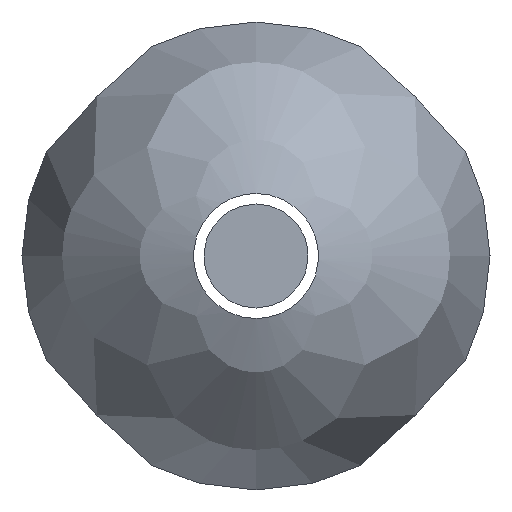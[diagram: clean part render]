
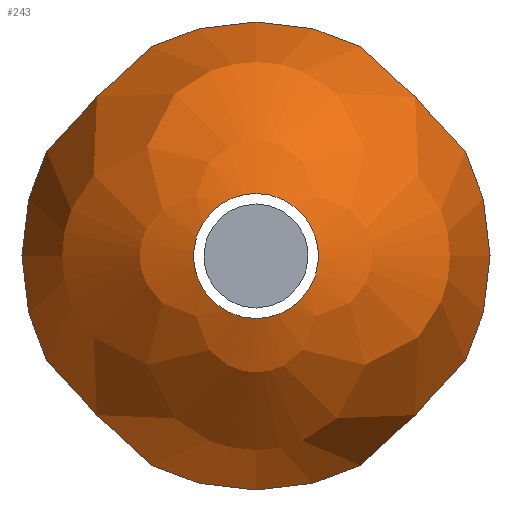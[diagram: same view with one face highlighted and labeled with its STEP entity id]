
A CAD part, left-side view. The second image highlights one B-rep face of the part: STEP entity #243.
In plain terms, the highlighted free-form (B-spline) face has degree [2, 2] with [6, 6] control points.
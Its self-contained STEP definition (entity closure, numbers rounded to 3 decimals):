
#23=CARTESIAN_POINT('',(-196.731,0.599,0.037));
#24=VERTEX_POINT('',#23);
#25=CARTESIAN_POINT('',(-196.731,0.0,-0.6));
#26=VERTEX_POINT('',#25);
#27=CARTESIAN_POINT('',(-196.731,0.599,0.037));
#28=CARTESIAN_POINT('',(-196.731,0.6,0.018));
#29=CARTESIAN_POINT('',(-196.731,0.6,0.));
#30=CARTESIAN_POINT('',(-196.731,0.6,-0.6));
#31=CARTESIAN_POINT('',(-196.731,0.0,-0.6));
#39=(BOUNDED_CURVE()B_SPLINE_CURVE(2,(#27,#28,#29,#30,#31),.UNSPECIFIED.,.F.,.U.)B_SPLINE_CURVE_WITH_KNOTS((3,2,3),(0.239,0.25,0.5),.UNSPECIFIED.)CURVE()GEOMETRIC_REPRESENTATION_ITEM()RATIONAL_B_SPLINE_CURVE((0.976,0.988,1.0,0.707,1.0))REPRESENTATION_ITEM(''));
#40=EDGE_CURVE('',#24,#26,#39,.T.);
#42=CARTESIAN_POINT('',(-201.069,0.599,0.037));
#43=VERTEX_POINT('',#42);
#49=CARTESIAN_POINT('',(-201.069,0.0,-0.6));
#50=VERTEX_POINT('',#49);
#51=CARTESIAN_POINT('',(-201.069,0.599,0.037));
#52=CARTESIAN_POINT('',(-201.069,0.6,0.018));
#53=CARTESIAN_POINT('',(-201.069,0.6,0.));
#54=CARTESIAN_POINT('',(-201.069,0.6,-0.6));
#55=CARTESIAN_POINT('',(-201.069,0.0,-0.6));
#63=(BOUNDED_CURVE()B_SPLINE_CURVE(2,(#51,#52,#53,#54,#55),.UNSPECIFIED.,.F.,.U.)B_SPLINE_CURVE_WITH_KNOTS((3,2,3),(0.239,0.25,0.5),.UNSPECIFIED.)CURVE()GEOMETRIC_REPRESENTATION_ITEM()RATIONAL_B_SPLINE_CURVE((0.976,0.988,1.0,0.707,1.0))REPRESENTATION_ITEM(''));
#64=EDGE_CURVE('',#43,#50,#63,.T.);
#66=CARTESIAN_POINT('',(-201.069,-0.599,-0.037));
#67=VERTEX_POINT('',#66);
#68=CARTESIAN_POINT('',(-201.069,0.0,-0.6));
#69=CARTESIAN_POINT('',(-201.069,-0.564,-0.6));
#70=CARTESIAN_POINT('',(-201.069,-0.599,-0.037));
#78=(BOUNDED_CURVE()B_SPLINE_CURVE(2,(#68,#69,#70),.UNSPECIFIED.,.F.,.U.)B_SPLINE_CURVE_WITH_KNOTS((3,3),(0.5,0.739),.UNSPECIFIED.)CURVE()GEOMETRIC_REPRESENTATION_ITEM()RATIONAL_B_SPLINE_CURVE((1.0,0.72,0.976))REPRESENTATION_ITEM(''));
#79=EDGE_CURVE('',#50,#67,#78,.T.);
#81=CARTESIAN_POINT('',(-196.731,-0.599,-0.037));
#82=VERTEX_POINT('',#81);
#88=CARTESIAN_POINT('',(-196.731,0.0,-0.6));
#89=CARTESIAN_POINT('',(-196.731,-0.564,-0.6));
#90=CARTESIAN_POINT('',(-196.731,-0.599,-0.037));
#98=(BOUNDED_CURVE()B_SPLINE_CURVE(2,(#88,#89,#90),.UNSPECIFIED.,.F.,.U.)B_SPLINE_CURVE_WITH_KNOTS((3,3),(0.5,0.739),.UNSPECIFIED.)CURVE()GEOMETRIC_REPRESENTATION_ITEM()RATIONAL_B_SPLINE_CURVE((1.0,0.72,0.976))REPRESENTATION_ITEM(''));
#99=EDGE_CURVE('',#26,#82,#98,.T.);
#122=CARTESIAN_POINT('',(-196.731,0.0,0.6));
#123=VERTEX_POINT('',#122);
#124=CARTESIAN_POINT('',(-196.731,0.0,0.6));
#125=CARTESIAN_POINT('',(-196.731,0.564,0.6));
#126=CARTESIAN_POINT('',(-196.731,0.599,0.037));
#134=(BOUNDED_CURVE()B_SPLINE_CURVE(2,(#124,#125,#126),.UNSPECIFIED.,.F.,.U.)B_SPLINE_CURVE_WITH_KNOTS((3,3),(0.0,0.239),.UNSPECIFIED.)CURVE()GEOMETRIC_REPRESENTATION_ITEM()RATIONAL_B_SPLINE_CURVE((1.0,0.72,0.976))REPRESENTATION_ITEM(''));
#135=EDGE_CURVE('',#123,#24,#134,.T.);
#137=CARTESIAN_POINT('',(-196.731,-0.599,-0.037));
#138=CARTESIAN_POINT('',(-196.731,-0.6,-0.018));
#139=CARTESIAN_POINT('',(-196.731,-0.6,0.));
#140=CARTESIAN_POINT('',(-196.731,-0.6,0.6));
#141=CARTESIAN_POINT('',(-196.731,0.0,0.6));
#149=(BOUNDED_CURVE()B_SPLINE_CURVE(2,(#137,#138,#139,#140,#141),.UNSPECIFIED.,.F.,.U.)B_SPLINE_CURVE_WITH_KNOTS((3,2,3),(0.739,0.75,1.0),.UNSPECIFIED.)CURVE()GEOMETRIC_REPRESENTATION_ITEM()RATIONAL_B_SPLINE_CURVE((0.976,0.988,1.0,0.707,1.0))REPRESENTATION_ITEM(''));
#150=EDGE_CURVE('',#82,#123,#149,.T.);
#153=CARTESIAN_POINT('',(-201.069,0.0,0.6));
#154=VERTEX_POINT('',#153);
#155=CARTESIAN_POINT('',(-201.069,-0.599,-0.037));
#156=CARTESIAN_POINT('',(-201.069,-0.6,-0.018));
#157=CARTESIAN_POINT('',(-201.069,-0.6,0.));
#158=CARTESIAN_POINT('',(-201.069,-0.6,0.6));
#159=CARTESIAN_POINT('',(-201.069,0.0,0.6));
#167=(BOUNDED_CURVE()B_SPLINE_CURVE(2,(#155,#156,#157,#158,#159),.UNSPECIFIED.,.F.,.U.)B_SPLINE_CURVE_WITH_KNOTS((3,2,3),(0.739,0.75,1.0),.UNSPECIFIED.)CURVE()GEOMETRIC_REPRESENTATION_ITEM()RATIONAL_B_SPLINE_CURVE((0.976,0.988,1.0,0.707,1.0))REPRESENTATION_ITEM(''));
#168=EDGE_CURVE('',#67,#154,#167,.T.);
#170=CARTESIAN_POINT('',(-201.069,0.0,0.6));
#171=CARTESIAN_POINT('',(-201.069,0.564,0.6));
#172=CARTESIAN_POINT('',(-201.069,0.599,0.037));
#180=(BOUNDED_CURVE()B_SPLINE_CURVE(2,(#170,#171,#172),.UNSPECIFIED.,.F.,.U.)B_SPLINE_CURVE_WITH_KNOTS((3,3),(0.0,0.239),.UNSPECIFIED.)CURVE()GEOMETRIC_REPRESENTATION_ITEM()RATIONAL_B_SPLINE_CURVE((1.0,0.72,0.976))REPRESENTATION_ITEM(''));
#181=EDGE_CURVE('',#154,#43,#180,.T.);
#187=CARTESIAN_POINT('',(-201.111,-0.295,-0.295));
#188=CARTESIAN_POINT('',(-201.098,-0.295,-0.393));
#189=CARTESIAN_POINT('',(-201.072,-0.146,-0.586));
#190=CARTESIAN_POINT('',(-201.072,0.146,-0.586));
#191=CARTESIAN_POINT('',(-201.098,0.295,-0.393));
#192=CARTESIAN_POINT('',(-201.111,0.295,-0.295));
#193=CARTESIAN_POINT('',(-201.098,-0.393,-0.295));
#194=CARTESIAN_POINT('',(-201.072,-0.439,-0.439));
#195=CARTESIAN_POINT('',(-200.997,-0.288,-0.864));
#196=CARTESIAN_POINT('',(-200.997,0.288,-0.864));
#197=CARTESIAN_POINT('',(-201.072,0.439,-0.439));
#198=CARTESIAN_POINT('',(-201.098,0.393,-0.295));
#199=CARTESIAN_POINT('',(-201.072,-0.586,-0.146));
#200=CARTESIAN_POINT('',(-200.997,-0.864,-0.288));
#201=CARTESIAN_POINT('',(-196.65,-8.493,-8.493));
#202=CARTESIAN_POINT('',(-196.65,8.493,-8.493));
#203=CARTESIAN_POINT('',(-200.997,0.864,-0.288));
#204=CARTESIAN_POINT('',(-201.072,0.586,-0.146));
#205=CARTESIAN_POINT('',(-201.072,-0.586,0.146));
#206=CARTESIAN_POINT('',(-200.997,-0.864,0.288));
#207=CARTESIAN_POINT('',(-196.65,-8.493,8.493));
#208=CARTESIAN_POINT('',(-196.65,8.493,8.493));
#209=CARTESIAN_POINT('',(-200.997,0.864,0.288));
#210=CARTESIAN_POINT('',(-201.072,0.586,0.146));
#211=CARTESIAN_POINT('',(-201.098,-0.393,0.295));
#212=CARTESIAN_POINT('',(-201.072,-0.439,0.439));
#213=CARTESIAN_POINT('',(-200.997,-0.288,0.864));
#214=CARTESIAN_POINT('',(-200.997,0.288,0.864));
#215=CARTESIAN_POINT('',(-201.072,0.439,0.439));
#216=CARTESIAN_POINT('',(-201.098,0.393,0.295));
#217=CARTESIAN_POINT('',(-201.111,-0.295,0.295));
#218=CARTESIAN_POINT('',(-201.098,-0.295,0.393));
#219=CARTESIAN_POINT('',(-201.072,-0.146,0.586));
#220=CARTESIAN_POINT('',(-201.072,0.146,0.586));
#221=CARTESIAN_POINT('',(-201.098,0.295,0.393));
#222=CARTESIAN_POINT('',(-201.111,0.295,0.295));
#230=(BOUNDED_SURFACE()B_SPLINE_SURFACE(2,2,((#187,#193,#199,#205,#211,#217),(#188,#194,#200,#206,#212,#218),(#189,#195,#201,#207,#213,#219),(#190,#196,#202,#208,#214,#220),(#191,#197,#203,#209,#215,#221),(#192,#198,#204,#210,#216,#222)),.UNSPECIFIED.,.F.,.F.,.U.)B_SPLINE_SURFACE_WITH_KNOTS((3,1,1,1,3),(3,1,1,1,3),(0.0,2.091,4.182,6.272,8.363),(0.0,2.091,4.182,6.272,8.363),.UNSPECIFIED.)GEOMETRIC_REPRESENTATION_ITEM()RATIONAL_B_SPLINE_SURFACE(((114.986,86.49,57.993,57.993,86.49,114.986),(86.49,57.993,29.497,29.497,57.993,86.49),(57.993,29.497,1.0,1.0,29.497,57.993),(57.993,29.497,1.0,1.0,29.497,57.993),(86.49,57.993,29.497,29.497,57.993,86.49),(114.986,86.49,57.993,57.993,86.49,114.986)))REPRESENTATION_ITEM('')SURFACE());
#231=ORIENTED_EDGE('',*,*,#79,.F.);
#232=ORIENTED_EDGE('',*,*,#64,.F.);
#233=ORIENTED_EDGE('',*,*,#181,.F.);
#234=ORIENTED_EDGE('',*,*,#168,.F.);
#235=EDGE_LOOP('',(#231,#232,#233,#234));
#236=FACE_OUTER_BOUND('',#235,.T.);
#237=ORIENTED_EDGE('',*,*,#99,.T.);
#238=ORIENTED_EDGE('',*,*,#150,.T.);
#239=ORIENTED_EDGE('',*,*,#135,.T.);
#240=ORIENTED_EDGE('',*,*,#40,.T.);
#241=EDGE_LOOP('',(#237,#238,#239,#240));
#242=FACE_BOUND('',#241,.T.);
#243=ADVANCED_FACE('',(#236,#242),#230,.T.);
